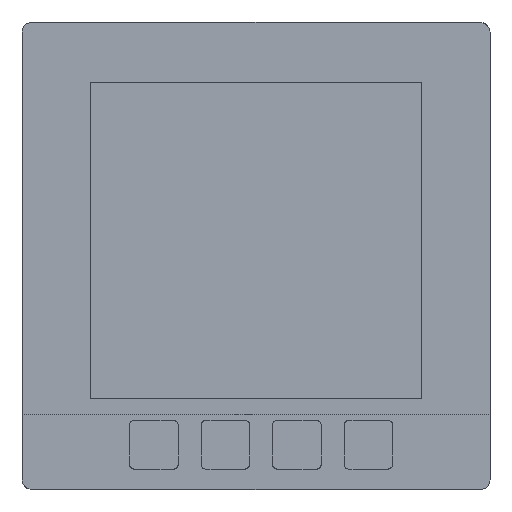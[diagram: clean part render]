
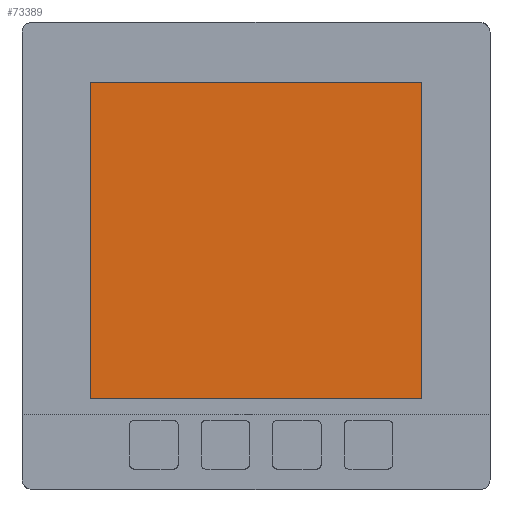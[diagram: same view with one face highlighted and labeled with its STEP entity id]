
A CAD part, top view. The second image highlights one B-rep face of the part: STEP entity #73389.
In plain terms, the highlighted planar face has unit normal (0, 0, 1).
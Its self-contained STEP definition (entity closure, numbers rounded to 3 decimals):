
#73338=DIRECTION('',(0.,1.,0.));
#73339=VECTOR('',#73338,65.);
#73340=CARTESIAN_POINT('',(-34.1,-29.25,4.25));
#73341=LINE('',#73340,#73339);
#73345=DIRECTION('',(1.,0.,0.));
#73346=VECTOR('',#73345,68.2);
#73347=CARTESIAN_POINT('',(-34.1,35.75,4.25));
#73348=LINE('',#73347,#73346);
#73352=DIRECTION('',(0.,-1.,0.));
#73353=VECTOR('',#73352,65.);
#73354=CARTESIAN_POINT('',(34.1,35.75,4.25));
#73355=LINE('',#73354,#73353);
#73359=DIRECTION('',(-1.,0.,0.));
#73360=VECTOR('',#73359,68.2);
#73361=CARTESIAN_POINT('',(34.1,-29.25,4.25));
#73362=LINE('',#73361,#73360);
#73366=CARTESIAN_POINT('',(-34.1,35.75,4.25));
#73367=CARTESIAN_POINT('',(-34.1,-29.25,4.25));
#73368=VERTEX_POINT('',#73366);
#73369=VERTEX_POINT('',#73367);
#73370=CARTESIAN_POINT('',(34.1,-29.25,4.25));
#73371=VERTEX_POINT('',#73370);
#73372=CARTESIAN_POINT('',(34.1,35.75,4.25));
#73373=VERTEX_POINT('',#73372);
#73374=CARTESIAN_POINT('',(0.,0.,4.25));
#73375=DIRECTION('',(0.,0.,1.));
#73376=DIRECTION('',(1.,0.,0.));
#73377=AXIS2_PLACEMENT_3D('',#73374,#73375,#73376);
#73378=PLANE('',#73377);
#73380=ORIENTED_EDGE('',*,*,#73379,.T.);
#73382=ORIENTED_EDGE('',*,*,#73381,.T.);
#73384=ORIENTED_EDGE('',*,*,#73383,.T.);
#73386=ORIENTED_EDGE('',*,*,#73385,.T.);
#73387=EDGE_LOOP('',(#73380,#73382,#73384,#73386));
#73388=FACE_OUTER_BOUND('',#73387,.F.);
#73379=EDGE_CURVE('',#73369,#73368,#73341,.T.);
#73381=EDGE_CURVE('',#73368,#73373,#73348,.T.);
#73383=EDGE_CURVE('',#73373,#73371,#73355,.T.);
#73385=EDGE_CURVE('',#73371,#73369,#73362,.T.);
#73389=ADVANCED_FACE('',(#73388),#73378,.T.);
